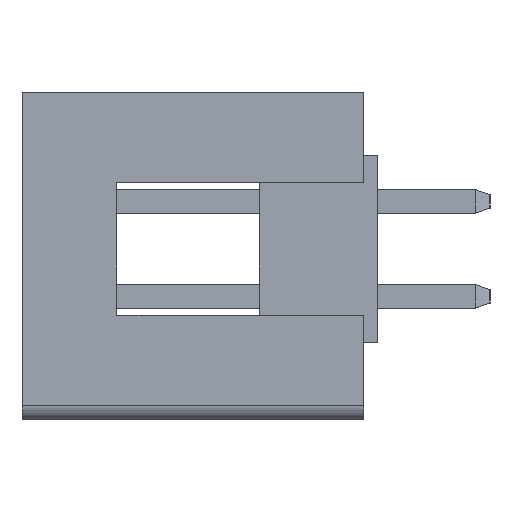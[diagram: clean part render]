
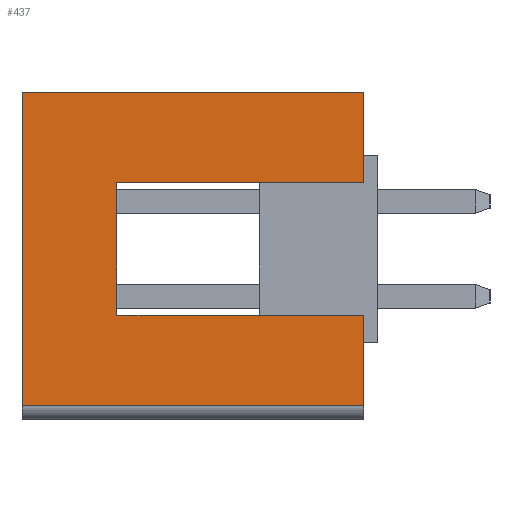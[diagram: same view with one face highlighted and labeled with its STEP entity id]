
A CAD part, left-side view. The second image highlights one B-rep face of the part: STEP entity #437.
In plain terms, the highlighted planar face has unit normal (-1, 0, 0).
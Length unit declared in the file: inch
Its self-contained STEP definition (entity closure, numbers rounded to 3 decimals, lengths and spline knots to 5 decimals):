
#293 = DIRECTION ( 'NONE',  ( 0., 0., 1. ) ) ;
#431 = CARTESIAN_POINT ( 'NONE',  ( -0.5, 0.26, 0.07 ) ) ;
#437 = ADVANCED_FACE ( 'NONE', ( #10331 ), #3822, .F. ) ;
#652 = CARTESIAN_POINT ( 'NONE',  ( -0.5, 0., 0.165 ) ) ;
#939 = CARTESIAN_POINT ( 'NONE',  ( -0.5, 0., 0.165 ) ) ;
#967 = ORIENTED_EDGE ( 'NONE', *, *, #4447, .T. ) ;
#1231 = CARTESIAN_POINT ( 'NONE',  ( -0.5, 0.36, 0.165 ) ) ;
#1462 = LINE ( 'NONE', #11120, #8972 ) ;
#1499 = DIRECTION ( 'NONE',  ( 0., 0., 1. ) ) ;
#1585 = CARTESIAN_POINT ( 'NONE',  ( -0.5, 0., -0.07 ) ) ;
#2050 = DIRECTION ( 'NONE',  ( 0., -1., 0. ) ) ;
#2186 = DIRECTION ( 'NONE',  ( 0., 0., 1. ) ) ;
#2453 = LINE ( 'NONE', #5908, #3263 ) ;
#2851 = CARTESIAN_POINT ( 'NONE',  ( -0.5, 0.36, -0.165 ) ) ;
#2921 = EDGE_CURVE ( 'NONE', #9948, #3821, #4654, .T. ) ;
#3005 = VECTOR ( 'NONE', #293, 39.37008 ) ;
#3087 = VECTOR ( 'NONE', #3947, 39.37008 ) ;
#3146 = VECTOR ( 'NONE', #4732, 39.37008 ) ;
#3263 = VECTOR ( 'NONE', #1499, 39.37008 ) ;
#3420 = DIRECTION ( 'NONE',  ( 0., -1., 0. ) ) ;
#3538 = ORIENTED_EDGE ( 'NONE', *, *, #9853, .T. ) ;
#3785 = EDGE_CURVE ( 'NONE', #9968, #6659, #1462, .T. ) ;
#3821 = VERTEX_POINT ( 'NONE', #1585 ) ;
#3822 = PLANE ( 'NONE',  #8187 ) ;
#3947 = DIRECTION ( 'NONE',  ( 0., 0., 1. ) ) ;
#4313 = VERTEX_POINT ( 'NONE', #9832 ) ;
#4315 = EDGE_CURVE ( 'NONE', #4313, #9948, #5457, .T. ) ;
#4447 = EDGE_CURVE ( 'NONE', #7533, #8933, #6818, .T. ) ;
#4554 = VECTOR ( 'NONE', #9973, 39.37008 ) ;
#4654 = LINE ( 'NONE', #4662, #3005 ) ;
#4662 = CARTESIAN_POINT ( 'NONE',  ( -0.5, 0., 0.165 ) ) ;
#4732 = DIRECTION ( 'NONE',  ( 0., -1., 0. ) ) ;
#4744 = DIRECTION ( 'NONE',  ( 1., 0., 0. ) ) ;
#4754 = ORIENTED_EDGE ( 'NONE', *, *, #4315, .T. ) ;
#4819 = EDGE_LOOP ( 'NONE', ( #7474, #8124, #967, #3538, #7419, #10813, #4754, #5119 ) ) ;
#5119 = ORIENTED_EDGE ( 'NONE', *, *, #2921, .T. ) ;
#5161 = CARTESIAN_POINT ( 'NONE',  ( -0.5, 0.36, 0.165 ) ) ;
#5184 = VERTEX_POINT ( 'NONE', #9372 ) ;
#5275 = VECTOR ( 'NONE', #2186, 39.37008 ) ;
#5410 = LINE ( 'NONE', #652, #3087 ) ;
#5457 = LINE ( 'NONE', #2851, #3146 ) ;
#5908 = CARTESIAN_POINT ( 'NONE',  ( -0.5, 0.36, 0.165 ) ) ;
#6006 = VECTOR ( 'NONE', #2050, 39.37008 ) ;
#6363 = CARTESIAN_POINT ( 'NONE',  ( -0.5, 0.52125, -0.07 ) ) ;
#6659 = VERTEX_POINT ( 'NONE', #939 ) ;
#6818 = LINE ( 'NONE', #8078, #6006 ) ;
#6858 = LINE ( 'NONE', #6363, #4554 ) ;
#7082 = EDGE_CURVE ( 'NONE', #4313, #9968, #2453, .T. ) ;
#7419 = ORIENTED_EDGE ( 'NONE', *, *, #3785, .F. ) ;
#7474 = ORIENTED_EDGE ( 'NONE', *, *, #10744, .F. ) ;
#7533 = VERTEX_POINT ( 'NONE', #9331 ) ;
#7695 = CARTESIAN_POINT ( 'NONE',  ( -0.5, 0., -0.165 ) ) ;
#8054 = DIRECTION ( 'NONE',  ( 0., 0., -1. ) ) ;
#8078 = CARTESIAN_POINT ( 'NONE',  ( -0.5, 0.52125, 0.07 ) ) ;
#8124 = ORIENTED_EDGE ( 'NONE', *, *, #9868, .T. ) ;
#8187 = AXIS2_PLACEMENT_3D ( 'NONE', #1231, #4744, #8054 ) ;
#8288 = LINE ( 'NONE', #431, #5275 ) ;
#8662 = CARTESIAN_POINT ( 'NONE',  ( -0.5, 0., 0.07 ) ) ;
#8933 = VERTEX_POINT ( 'NONE', #8662 ) ;
#8972 = VECTOR ( 'NONE', #3420, 39.37008 ) ;
#9331 = CARTESIAN_POINT ( 'NONE',  ( -0.5, 0.26, 0.07 ) ) ;
#9372 = CARTESIAN_POINT ( 'NONE',  ( -0.5, 0.26, -0.07 ) ) ;
#9832 = CARTESIAN_POINT ( 'NONE',  ( -0.5, 0.36, -0.165 ) ) ;
#9853 = EDGE_CURVE ( 'NONE', #8933, #6659, #5410, .T. ) ;
#9868 = EDGE_CURVE ( 'NONE', #5184, #7533, #8288, .T. ) ;
#9948 = VERTEX_POINT ( 'NONE', #7695 ) ;
#9968 = VERTEX_POINT ( 'NONE', #5161 ) ;
#9973 = DIRECTION ( 'NONE',  ( 0., -1., 0. ) ) ;
#10331 = FACE_OUTER_BOUND ( 'NONE', #4819, .T. ) ;
#10744 = EDGE_CURVE ( 'NONE', #5184, #3821, #6858, .T. ) ;
#10813 = ORIENTED_EDGE ( 'NONE', *, *, #7082, .F. ) ;
#11120 = CARTESIAN_POINT ( 'NONE',  ( -0.5, 0.36, 0.165 ) ) ;
